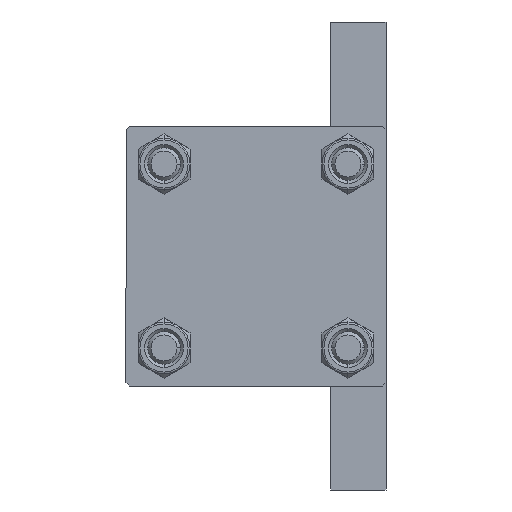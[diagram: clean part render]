
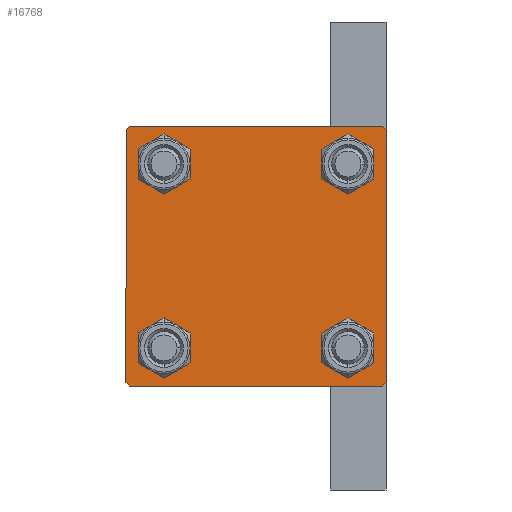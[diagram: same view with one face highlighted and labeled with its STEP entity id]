
A CAD part, left-side view. The second image highlights one B-rep face of the part: STEP entity #16768.
In plain terms, the highlighted planar face has unit normal (-1, 0, 0).
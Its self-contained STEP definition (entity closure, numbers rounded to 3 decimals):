
#49 = EDGE_CURVE ( 'NONE', #32340, #11450, #11177, .T. ) ;
#93 = ORIENTED_EDGE ( 'NONE', *, *, #241, .T. ) ;
#241 = EDGE_CURVE ( 'NONE', #10335, #38544, #4764, .T. ) ;
#590 = AXIS2_PLACEMENT_3D ( 'NONE', #14220, #44141, #18284 ) ;
#749 = AXIS2_PLACEMENT_3D ( 'NONE', #43699, #24666, #47070 ) ;
#1051 = DIRECTION ( 'NONE',  ( 0., 0., 1. ) ) ;
#1129 = EDGE_CURVE ( 'NONE', #32888, #36355, #41112, .T. ) ;
#1494 = LINE ( 'NONE', #13053, #44858 ) ;
#2131 = CARTESIAN_POINT ( 'NONE',  ( 0., 14.15, -17.15 ) ) ;
#2174 = CARTESIAN_POINT ( 'NONE',  ( 0., 14.15, -11.15 ) ) ;
#2926 = DIRECTION ( 'NONE',  ( 0., 0., 1. ) ) ;
#3189 = CARTESIAN_POINT ( 'NONE',  ( 0., -19.75, -19.75 ) ) ;
#3512 = DIRECTION ( 'NONE',  ( 1., 0., 0. ) ) ;
#3999 = CARTESIAN_POINT ( 'NONE',  ( 0., -20., -19.5 ) ) ;
#4764 = CIRCLE ( 'NONE', #10928, 3. ) ;
#4782 = CARTESIAN_POINT ( 'NONE',  ( 0., 14.15, -14.15 ) ) ;
#4904 = CARTESIAN_POINT ( 'NONE',  ( 0., 0., 0. ) ) ;
#4999 = EDGE_CURVE ( 'NONE', #36355, #10648, #36206, .T. ) ;
#5438 = CARTESIAN_POINT ( 'NONE',  ( 0., -19.5, -20. ) ) ;
#5519 = DIRECTION ( 'NONE',  ( 1., 0., 0. ) ) ;
#5760 = DIRECTION ( 'NONE',  ( 0., 0., 1. ) ) ;
#6358 = VECTOR ( 'NONE', #18628, 1000. ) ;
#7367 = CARTESIAN_POINT ( 'NONE',  ( 0., -14.15, 14.15 ) ) ;
#8210 = ORIENTED_EDGE ( 'NONE', *, *, #43110, .F. ) ;
#8341 = DIRECTION ( 'NONE',  ( 0., -1., 0. ) ) ;
#8457 = CARTESIAN_POINT ( 'NONE',  ( 0., 19.75, -19.75 ) ) ;
#8519 = FACE_BOUND ( 'NONE', #32047, .T. ) ;
#8645 = ORIENTED_EDGE ( 'NONE', *, *, #21315, .T. ) ;
#8872 = ORIENTED_EDGE ( 'NONE', *, *, #35487, .T. ) ;
#9007 = CARTESIAN_POINT ( 'NONE',  ( 0., 20., 20. ) ) ;
#9143 = EDGE_CURVE ( 'NONE', #36146, #44484, #28458, .T. ) ;
#9580 = CARTESIAN_POINT ( 'NONE',  ( 0., 14.15, -14.15 ) ) ;
#10335 = VERTEX_POINT ( 'NONE', #25783 ) ;
#10520 = DIRECTION ( 'NONE',  ( 0., 0., 1. ) ) ;
#10613 = CIRCLE ( 'NONE', #19931, 3. ) ;
#10648 = VERTEX_POINT ( 'NONE', #3999 ) ;
#10715 = ORIENTED_EDGE ( 'NONE', *, *, #35152, .T. ) ;
#10875 = CARTESIAN_POINT ( 'NONE',  ( 0., -14.15, -14.15 ) ) ;
#10928 = AXIS2_PLACEMENT_3D ( 'NONE', #16209, #46092, #45855 ) ;
#11177 = LINE ( 'NONE', #36955, #6358 ) ;
#11450 = VERTEX_POINT ( 'NONE', #42267 ) ;
#11802 = VERTEX_POINT ( 'NONE', #38235 ) ;
#11890 = VERTEX_POINT ( 'NONE', #13402 ) ;
#12375 = FACE_BOUND ( 'NONE', #38825, .T. ) ;
#12923 = CIRCLE ( 'NONE', #590, 3. ) ;
#13053 = CARTESIAN_POINT ( 'NONE',  ( 0., 19.75, 19.75 ) ) ;
#13402 = CARTESIAN_POINT ( 'NONE',  ( 0., -14.15, -11.15 ) ) ;
#13423 = EDGE_CURVE ( 'NONE', #11450, #32888, #33507, .T. ) ;
#13594 = DIRECTION ( 'NONE',  ( 0., 0., 1. ) ) ;
#13780 = DIRECTION ( 'NONE',  ( 1., 0., 0. ) ) ;
#14071 = CARTESIAN_POINT ( 'NONE',  ( 0., 14.15, 14.15 ) ) ;
#14220 = CARTESIAN_POINT ( 'NONE',  ( 0., 14.15, 14.15 ) ) ;
#15394 = CARTESIAN_POINT ( 'NONE',  ( 0., -19.5, 20. ) ) ;
#15669 = DIRECTION ( 'NONE',  ( 0., -0.707, -0.707 ) ) ;
#15927 = DIRECTION ( 'NONE',  ( 0., 0.707, -0.707 ) ) ;
#16209 = CARTESIAN_POINT ( 'NONE',  ( 0., -14.15, 14.15 ) ) ;
#16768 = ADVANCED_FACE ( 'NONE', ( #12375, #23193, #37910, #8519, #22715 ), #37667, .T. ) ;
#16884 = EDGE_CURVE ( 'NONE', #11802, #44484, #46562, .T. ) ;
#17394 = ORIENTED_EDGE ( 'NONE', *, *, #16884, .F. ) ;
#17472 = VECTOR ( 'NONE', #38396, 1000. ) ;
#17781 = CARTESIAN_POINT ( 'NONE',  ( 0., -20., 19.5 ) ) ;
#17959 = CARTESIAN_POINT ( 'NONE',  ( 0., 19.5, -20. ) ) ;
#18284 = DIRECTION ( 'NONE',  ( 0., 0., 1. ) ) ;
#18291 = LINE ( 'NONE', #33942, #30939 ) ;
#18309 = EDGE_CURVE ( 'NONE', #43276, #45166, #12923, .T. ) ;
#18628 = DIRECTION ( 'NONE',  ( 0., 0., -1. ) ) ;
#19931 = AXIS2_PLACEMENT_3D ( 'NONE', #4782, #5519, #5760 ) ;
#20318 = VECTOR ( 'NONE', #36181, 1000. ) ;
#20699 = CIRCLE ( 'NONE', #47613, 3. ) ;
#20737 = AXIS2_PLACEMENT_3D ( 'NONE', #9580, #35822, #38960 ) ;
#20959 = VECTOR ( 'NONE', #8341, 1000. ) ;
#21048 = DIRECTION ( 'NONE',  ( 1., 0., 0. ) ) ;
#21215 = VERTEX_POINT ( 'NONE', #39756 ) ;
#21315 = EDGE_CURVE ( 'NONE', #28650, #21516, #10613, .T. ) ;
#21516 = VERTEX_POINT ( 'NONE', #2131 ) ;
#22441 = ORIENTED_EDGE ( 'NONE', *, *, #1129, .T. ) ;
#22715 = FACE_OUTER_BOUND ( 'NONE', #25140, .T. ) ;
#23193 = FACE_BOUND ( 'NONE', #36985, .T. ) ;
#24292 = VECTOR ( 'NONE', #15669, 1000. ) ;
#24470 = ORIENTED_EDGE ( 'NONE', *, *, #49, .T. ) ;
#24666 = DIRECTION ( 'NONE',  ( 1., 0., 0. ) ) ;
#25140 = EDGE_LOOP ( 'NONE', ( #24470, #26657, #22441, #26734, #8210, #34393, #17394, #28976 ) ) ;
#25783 = CARTESIAN_POINT ( 'NONE',  ( 0., -14.15, 17.15 ) ) ;
#26657 = ORIENTED_EDGE ( 'NONE', *, *, #13423, .T. ) ;
#26734 = ORIENTED_EDGE ( 'NONE', *, *, #4999, .T. ) ;
#28458 = LINE ( 'NONE', #43874, #20318 ) ;
#28650 = VERTEX_POINT ( 'NONE', #2174 ) ;
#28740 = CIRCLE ( 'NONE', #37202, 3. ) ;
#28976 = ORIENTED_EDGE ( 'NONE', *, *, #44217, .T. ) ;
#29707 = DIRECTION ( 'NONE',  ( -1., 0., 0. ) ) ;
#30939 = VECTOR ( 'NONE', #44079, 1000. ) ;
#32047 = EDGE_LOOP ( 'NONE', ( #43658, #32065 ) ) ;
#32065 = ORIENTED_EDGE ( 'NONE', *, *, #18309, .T. ) ;
#32340 = VERTEX_POINT ( 'NONE', #44621 ) ;
#32738 = EDGE_CURVE ( 'NONE', #21516, #28650, #41513, .T. ) ;
#32888 = VERTEX_POINT ( 'NONE', #17959 ) ;
#33071 = CIRCLE ( 'NONE', #33862, 3. ) ;
#33507 = LINE ( 'NONE', #8457, #24292 ) ;
#33862 = AXIS2_PLACEMENT_3D ( 'NONE', #10875, #13780, #2926 ) ;
#33942 = CARTESIAN_POINT ( 'NONE',  ( 0., -20., 20. ) ) ;
#34393 = ORIENTED_EDGE ( 'NONE', *, *, #9143, .T. ) ;
#35152 = EDGE_CURVE ( 'NONE', #38544, #10335, #20699, .T. ) ;
#35487 = EDGE_CURVE ( 'NONE', #21215, #11890, #38463, .T. ) ;
#35822 = DIRECTION ( 'NONE',  ( 1., 0., 0. ) ) ;
#36146 = VERTEX_POINT ( 'NONE', #17781 ) ;
#36181 = DIRECTION ( 'NONE',  ( 0., 0.707, 0.707 ) ) ;
#36206 = LINE ( 'NONE', #3189, #43396 ) ;
#36355 = VERTEX_POINT ( 'NONE', #5438 ) ;
#36802 = EDGE_CURVE ( 'NONE', #11890, #21215, #33071, .T. ) ;
#36955 = CARTESIAN_POINT ( 'NONE',  ( 0., 20., 20. ) ) ;
#36985 = EDGE_LOOP ( 'NONE', ( #45611, #8872 ) ) ;
#37202 = AXIS2_PLACEMENT_3D ( 'NONE', #14071, #21048, #13594 ) ;
#37667 = PLANE ( 'NONE',  #47498 ) ;
#37910 = FACE_BOUND ( 'NONE', #45068, .T. ) ;
#38235 = CARTESIAN_POINT ( 'NONE',  ( 0., 19.5, 20. ) ) ;
#38336 = DIRECTION ( 'NONE',  ( 0., -0.707, 0.707 ) ) ;
#38396 = DIRECTION ( 'NONE',  ( 0., -1., 0. ) ) ;
#38463 = CIRCLE ( 'NONE', #749, 3. ) ;
#38544 = VERTEX_POINT ( 'NONE', #46857 ) ;
#38825 = EDGE_LOOP ( 'NONE', ( #93, #10715 ) ) ;
#38960 = DIRECTION ( 'NONE',  ( 0., 0., 1. ) ) ;
#39756 = CARTESIAN_POINT ( 'NONE',  ( 0., -14.15, -17.15 ) ) ;
#41112 = LINE ( 'NONE', #44957, #20959 ) ;
#41513 = CIRCLE ( 'NONE', #20737, 3. ) ;
#42267 = CARTESIAN_POINT ( 'NONE',  ( 0., 20., -19.5 ) ) ;
#43110 = EDGE_CURVE ( 'NONE', #36146, #10648, #18291, .T. ) ;
#43276 = VERTEX_POINT ( 'NONE', #45986 ) ;
#43396 = VECTOR ( 'NONE', #38336, 1000. ) ;
#43658 = ORIENTED_EDGE ( 'NONE', *, *, #46089, .T. ) ;
#43699 = CARTESIAN_POINT ( 'NONE',  ( 0., -14.15, -14.15 ) ) ;
#43874 = CARTESIAN_POINT ( 'NONE',  ( 0., -19.75, 19.75 ) ) ;
#44079 = DIRECTION ( 'NONE',  ( 0., 0., -1. ) ) ;
#44141 = DIRECTION ( 'NONE',  ( 1., 0., 0. ) ) ;
#44170 = ORIENTED_EDGE ( 'NONE', *, *, #32738, .T. ) ;
#44217 = EDGE_CURVE ( 'NONE', #11802, #32340, #1494, .T. ) ;
#44484 = VERTEX_POINT ( 'NONE', #15394 ) ;
#44621 = CARTESIAN_POINT ( 'NONE',  ( 0., 20., 19.5 ) ) ;
#44858 = VECTOR ( 'NONE', #15927, 1000. ) ;
#44957 = CARTESIAN_POINT ( 'NONE',  ( 0., 20., -20. ) ) ;
#45068 = EDGE_LOOP ( 'NONE', ( #8645, #44170 ) ) ;
#45166 = VERTEX_POINT ( 'NONE', #45883 ) ;
#45611 = ORIENTED_EDGE ( 'NONE', *, *, #36802, .T. ) ;
#45855 = DIRECTION ( 'NONE',  ( 0., 0., 1. ) ) ;
#45883 = CARTESIAN_POINT ( 'NONE',  ( 0., 14.15, 17.15 ) ) ;
#45986 = CARTESIAN_POINT ( 'NONE',  ( 0., 14.15, 11.15 ) ) ;
#46089 = EDGE_CURVE ( 'NONE', #45166, #43276, #28740, .T. ) ;
#46092 = DIRECTION ( 'NONE',  ( 1., 0., 0. ) ) ;
#46562 = LINE ( 'NONE', #9007, #17472 ) ;
#46857 = CARTESIAN_POINT ( 'NONE',  ( 0., -14.15, 11.15 ) ) ;
#47070 = DIRECTION ( 'NONE',  ( 0., 0., 1. ) ) ;
#47498 = AXIS2_PLACEMENT_3D ( 'NONE', #4904, #29707, #1051 ) ;
#47613 = AXIS2_PLACEMENT_3D ( 'NONE', #7367, #3512, #10520 ) ;
